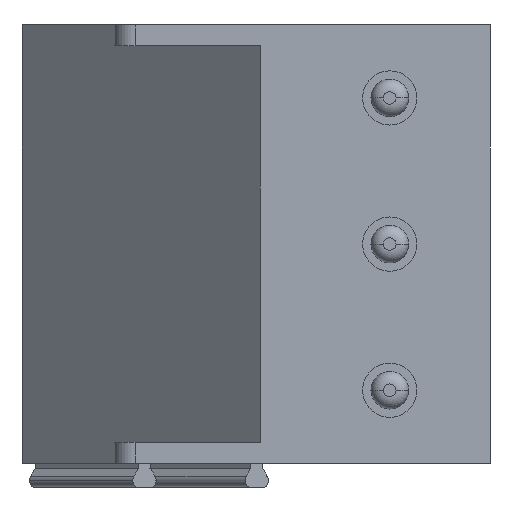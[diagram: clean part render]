
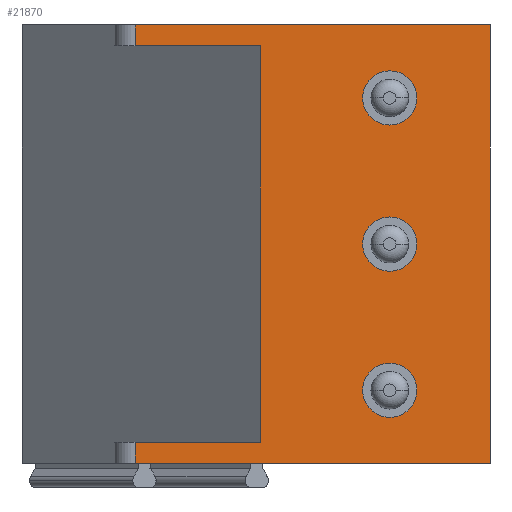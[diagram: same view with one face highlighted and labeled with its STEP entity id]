
A CAD part, front view. The second image highlights one B-rep face of the part: STEP entity #21870.
In plain terms, the highlighted face is planar.
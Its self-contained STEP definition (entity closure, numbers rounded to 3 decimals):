
#200=CARTESIAN_POINT('',(48.149,44.793,
6.525));
#210=VERTEX_POINT('',#200);
#240=CARTESIAN_POINT('',(48.149,46.615,
6.525));
#250=DIRECTION('',(0.,1.,0.));
#260=VECTOR('',#250,1.);
#270=LINE('',#240,#260);
#280=CARTESIAN_POINT('',(48.149,54.293,
6.525));
#290=VERTEX_POINT('',#280);
#300=EDGE_CURVE('',#210,#290,#270,.T.);
#8870=CARTESIAN_POINT('',(46.028,54.293,8.647
));
#8880=VERTEX_POINT('',#8870);
#8930=CARTESIAN_POINT('',(53.549,54.293,
1.125));
#8940=DIRECTION('',(-0.707,0.,0.707));
#8950=VECTOR('',#8940,1.);
#8960=LINE('',#8930,#8950);
#8970=EDGE_CURVE('',#290,#8880,#8960,.T.);
#9180=CARTESIAN_POINT('',(49.881,49.543,
4.793));
#9190=VERTEX_POINT('',#9180);
#9370=CARTESIAN_POINT('',(50.801,49.543,
3.874));
#9380=VERTEX_POINT('',#9370);
#9410=CARTESIAN_POINT('',(50.341,49.543,
4.333));
#9420=DIRECTION('',(-0.707,0.,
-0.707));
#9430=DIRECTION('',(0.707,0.,
-0.707));
#9440=AXIS2_PLACEMENT_3D('',#9410,#9420,#9430);
#9450=CIRCLE('',#9440,0.65);
#9460=EDGE_CURVE('',#9190,#9380,#9450,.T.);
#10340=CARTESIAN_POINT('',(49.881,46.043,
4.793));
#10350=VERTEX_POINT('',#10340);
#10400=CARTESIAN_POINT('',(50.341,46.043,
4.333));
#10410=DIRECTION('',(-0.707,0.,
-0.707));
#10420=DIRECTION('',(0.707,0.,
-0.707));
#10430=AXIS2_PLACEMENT_3D('',#10400,#10410,#10420);
#10440=CIRCLE('',#10430,0.65);
#10450=CARTESIAN_POINT('',(50.801,46.043,
3.874));
#10460=VERTEX_POINT('',#10450);
#10470=EDGE_CURVE('',#10460,#10350,#10440,.T.);
#12410=CARTESIAN_POINT('',(46.028,46.615,
8.647));
#12420=DIRECTION('',(0.,-1.,0.));
#12430=VECTOR('',#12420,1.);
#12440=LINE('',#12410,#12430);
#12450=CARTESIAN_POINT('',(46.028,54.793,
8.647));
#12460=VERTEX_POINT('',#12450);
#12470=EDGE_CURVE('',#12460,#8880,#12440,.T.);
#16250=CARTESIAN_POINT('',(50.801,53.043,
3.874));
#16260=VERTEX_POINT('',#16250);
#16440=CARTESIAN_POINT('',(49.881,53.043,
4.793));
#16450=VERTEX_POINT('',#16440);
#16480=CARTESIAN_POINT('',(50.341,53.043,
4.333));
#16490=DIRECTION('',(-0.707,0.,
-0.707));
#16500=DIRECTION('',(0.707,0.,
-0.707));
#16510=AXIS2_PLACEMENT_3D('',#16480,#16490,#16500);
#16520=CIRCLE('',#16510,0.65);
#16530=EDGE_CURVE('',#16260,#16450,#16520,.T.);
#17570=CARTESIAN_POINT('',(46.028,44.793,
8.647));
#17580=VERTEX_POINT('',#17570);
#17760=CARTESIAN_POINT('',(46.028,44.293,
8.647));
#17770=VERTEX_POINT('',#17760);
#17800=CARTESIAN_POINT('',(46.028,43.115,
8.647));
#17810=DIRECTION('',(0.,1.,0.));
#17820=VECTOR('',#17810,1.);
#17830=LINE('',#17800,#17820);
#17840=EDGE_CURVE('',#17770,#17580,#17830,.T.);
#21210=CARTESIAN_POINT('',(53.549,44.793,
1.125));
#21220=DIRECTION('',(0.707,0.,-0.707));
#21230=VECTOR('',#21220,1.);
#21240=LINE('',#21210,#21230);
#21250=EDGE_CURVE('',#17580,#210,#21240,.T.);
#21380=CARTESIAN_POINT('',(51.538,54.793,
3.136));
#21390=DIRECTION('',(-0.707,0.,-0.707));
#21400=DIRECTION('',(0.707,0.,-0.707));
#21410=AXIS2_PLACEMENT_3D('',#21380,#21390,#21400);
#21420=PLANE('',#21410);
#21430=ORIENTED_EDGE('',*,*,#21250,.T.);
#21440=ORIENTED_EDGE('',*,*,#17840,.T.);
#21450=CARTESIAN_POINT('',(53.549,44.293,
1.125));
#21460=DIRECTION('',(0.707,0.,
-0.707));
#21470=VECTOR('',#21460,1.);
#21480=LINE('',#21450,#21470);
#21490=CARTESIAN_POINT('',(52.038,44.293,
2.636));
#21500=VERTEX_POINT('',#21490);
#21510=EDGE_CURVE('',#17770,#21500,#21480,.T.);
#21520=ORIENTED_EDGE('',*,*,#21510,.F.);
#21530=CARTESIAN_POINT('',(52.038,46.615,
2.636));
#21540=DIRECTION('',(0.,1.,0.));
#21550=VECTOR('',#21540,1.);
#21560=LINE('',#21530,#21550);
#21570=CARTESIAN_POINT('',(52.038,54.793,
2.636));
#21580=VERTEX_POINT('',#21570);
#21590=EDGE_CURVE('',#21500,#21580,#21560,.T.);
#21600=ORIENTED_EDGE('',*,*,#21590,.F.);
#21610=CARTESIAN_POINT('',(53.549,54.793,
1.125));
#21620=DIRECTION('',(-0.707,0.,0.707));
#21630=VECTOR('',#21620,1.);
#21640=LINE('',#21610,#21630);
#21650=EDGE_CURVE('',#21580,#12460,#21640,.T.);
#21660=ORIENTED_EDGE('',*,*,#21650,.F.);
#21670=ORIENTED_EDGE('',*,*,#12470,.F.);
#21680=ORIENTED_EDGE('',*,*,#8970,.T.);
#21690=ORIENTED_EDGE('',*,*,#300,.T.);
#21700=EDGE_LOOP('',(#21690,#21680,#21670,#21660,#21600,#21520,#21440,
#21430));
#21710=FACE_OUTER_BOUND('',#21700,.T.);
#21720=EDGE_CURVE('',#9380,#9190,#9450,.T.);
#21730=ORIENTED_EDGE('',*,*,#21720,.F.);
#21740=ORIENTED_EDGE('',*,*,#9460,.F.);
#21750=EDGE_LOOP('',(#21740,#21730));
#21760=FACE_BOUND('',#21750,.T.);
#21770=EDGE_CURVE('',#16450,#16260,#16520,.T.);
#21780=ORIENTED_EDGE('',*,*,#21770,.F.);
#21790=ORIENTED_EDGE('',*,*,#16530,.F.);
#21800=EDGE_LOOP('',(#21790,#21780));
#21810=FACE_BOUND('',#21800,.T.);
#21820=ORIENTED_EDGE('',*,*,#10470,.F.);
#21830=EDGE_CURVE('',#10350,#10460,#10440,.T.);
#21840=ORIENTED_EDGE('',*,*,#21830,.F.);
#21850=EDGE_LOOP('',(#21840,#21820));
#21860=FACE_BOUND('',#21850,.T.);
#21870=ADVANCED_FACE('',(#21710,#21760,#21810,#21860),#21420,.T.);
